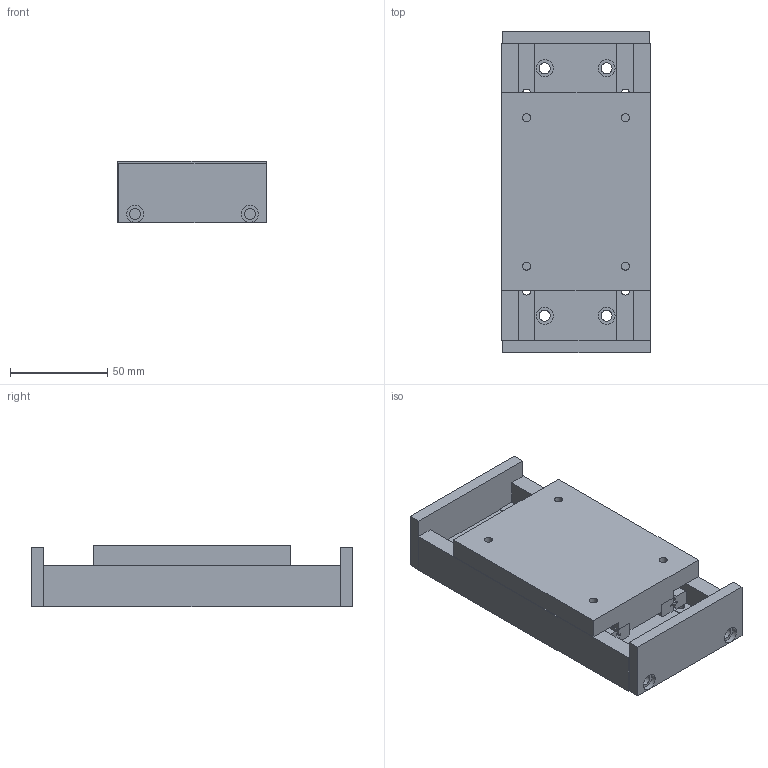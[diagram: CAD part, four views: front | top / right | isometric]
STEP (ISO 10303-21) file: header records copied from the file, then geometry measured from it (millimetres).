
FILE_DESCRIPTION((''),'2;1');
FILE_NAME('PAC3-6-2.stp','2003-09-07T08:03:00',('fran'),(''),'Autodesk Inventor (tm) 5.3','Autodesk Inventor (tm) 5.3','');
FILE_SCHEMA(('CONFIG_CONTROL_DESIGN'));
Length unit declared in the file: inch
Products named in the file (8): PAC3-6-2; PAC3-6-2 BOTTOM_PLATE; PAC3-6-2 TOP_BASE; PAC3-6-2 RAIL_A; PAC3-6-2 RAIL_B; PAC3-6-2 RAIL_C; PAC3-6-2 RAIL_D; PAC3-6-2 END_PLATE_B
Assembly tree (8 placements, depth 2):
  PAC3-6-2
    PAC3-6-2 BOTTOM_PLATE
    PAC3-6-2 TOP_BASE
    PAC3-6-2 RAIL_A
    PAC3-6-2 RAIL_B
    PAC3-6-2 RAIL_C
    PAC3-6-2 RAIL_D
    PAC3-6-2 END_PLATE_B  x2
Bounding box: 76.2 x 165.1 x 31.75 mm (x, y, z)
Volume: 292785.7 mm3; surface area: 84448.3 mm2
Topology: 8 solids, 8 shells, 162 faces, 414 edges, 276 vertices
Faces by surface type: plane 106, bspline 56
Entity records: 6102 total; most frequent: CARTESIAN_POINT 1490, ORIENTED_EDGE 756, DIRECTION 690, EDGE_CURVE 378, VECTOR 298, LINE 298, VERTEX_POINT 252, AXIS2_PLACEMENT_3D 196
